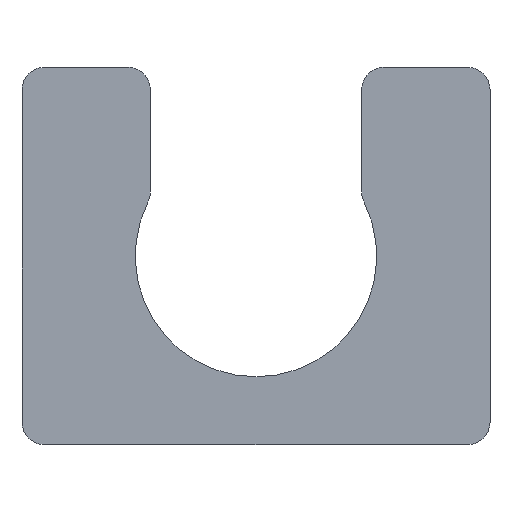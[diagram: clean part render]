
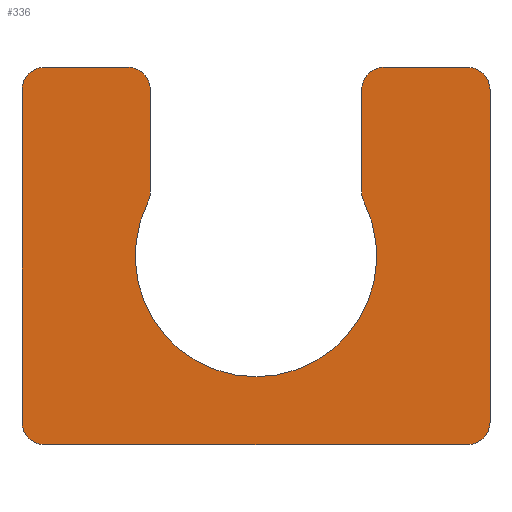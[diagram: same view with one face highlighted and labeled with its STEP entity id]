
A CAD part, top view. The second image highlights one B-rep face of the part: STEP entity #336.
In plain terms, the highlighted planar face has unit normal (0, 0, 1).
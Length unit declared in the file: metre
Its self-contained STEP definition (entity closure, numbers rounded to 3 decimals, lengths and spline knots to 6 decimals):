
#13=CIRCLE('',#354,0.001524);
#15=CIRCLE('',#357,0.008128);
#17=CIRCLE('',#360,0.001524);
#19=CIRCLE('',#364,0.001524);
#21=CIRCLE('',#368,0.001524);
#23=CIRCLE('',#372,0.001524);
#25=CIRCLE('',#376,0.001524);
#27=CIRCLE('',#380,0.001524);
#29=CIRCLE('',#384,0.001524);
#103=ORIENTED_EDGE('',*,*,#137,.F.);
#104=ORIENTED_EDGE('',*,*,#141,.T.);
#105=ORIENTED_EDGE('',*,*,#144,.F.);
#106=ORIENTED_EDGE('',*,*,#147,.T.);
#107=ORIENTED_EDGE('',*,*,#150,.T.);
#108=ORIENTED_EDGE('',*,*,#153,.T.);
#109=ORIENTED_EDGE('',*,*,#156,.T.);
#110=ORIENTED_EDGE('',*,*,#159,.T.);
#111=ORIENTED_EDGE('',*,*,#162,.F.);
#112=ORIENTED_EDGE('',*,*,#165,.T.);
#113=ORIENTED_EDGE('',*,*,#168,.F.);
#114=ORIENTED_EDGE('',*,*,#171,.T.);
#115=ORIENTED_EDGE('',*,*,#174,.T.);
#116=ORIENTED_EDGE('',*,*,#177,.T.);
#117=ORIENTED_EDGE('',*,*,#180,.T.);
#118=ORIENTED_EDGE('',*,*,#182,.T.);
#137=EDGE_CURVE('',#185,#186,#217,.T.);
#141=EDGE_CURVE('',#185,#188,#13,.T.);
#144=EDGE_CURVE('',#190,#188,#15,.T.);
#147=EDGE_CURVE('',#190,#192,#17,.T.);
#150=EDGE_CURVE('',#192,#194,#224,.T.);
#153=EDGE_CURVE('',#194,#196,#19,.T.);
#156=EDGE_CURVE('',#196,#198,#228,.T.);
#159=EDGE_CURVE('',#198,#200,#21,.T.);
#162=EDGE_CURVE('',#202,#200,#232,.T.);
#165=EDGE_CURVE('',#202,#204,#23,.T.);
#168=EDGE_CURVE('',#206,#204,#236,.T.);
#171=EDGE_CURVE('',#206,#208,#25,.T.);
#174=EDGE_CURVE('',#208,#210,#240,.T.);
#177=EDGE_CURVE('',#210,#212,#27,.T.);
#180=EDGE_CURVE('',#212,#214,#244,.T.);
#182=EDGE_CURVE('',#214,#186,#29,.T.);
#185=VERTEX_POINT('',#497);
#186=VERTEX_POINT('',#499);
#188=VERTEX_POINT('',#505);
#190=VERTEX_POINT('',#511);
#192=VERTEX_POINT('',#517);
#194=VERTEX_POINT('',#523);
#196=VERTEX_POINT('',#529);
#198=VERTEX_POINT('',#535);
#200=VERTEX_POINT('',#541);
#202=VERTEX_POINT('',#547);
#204=VERTEX_POINT('',#553);
#206=VERTEX_POINT('',#559);
#208=VERTEX_POINT('',#565);
#210=VERTEX_POINT('',#571);
#212=VERTEX_POINT('',#577);
#214=VERTEX_POINT('',#583);
#217=LINE('',#498,#247);
#224=LINE('',#524,#254);
#228=LINE('',#536,#258);
#232=LINE('',#548,#262);
#236=LINE('',#560,#266);
#240=LINE('',#572,#270);
#244=LINE('',#584,#274);
#247=VECTOR('',#393,1.);
#254=VECTOR('',#420,1.);
#258=VECTOR('',#432,1.);
#262=VECTOR('',#444,1.);
#266=VECTOR('',#456,1.);
#270=VECTOR('',#468,1.);
#274=VECTOR('',#480,1.);
#291=EDGE_LOOP('',(#103,#104,#105,#106,#107,#108,#109,#110,#111,#112,#113,
#114,#115,#116,#117,#118));
#309=FACE_BOUND('',#291,.T.);
#318=PLANE('',#385);
#336=ADVANCED_FACE('',(#309),#318,.T.);
#354=AXIS2_PLACEMENT_3D('',#506,#400,#401);
#357=AXIS2_PLACEMENT_3D('',#512,#407,#408);
#360=AXIS2_PLACEMENT_3D('',#518,#414,#415);
#364=AXIS2_PLACEMENT_3D('',#530,#426,#427);
#368=AXIS2_PLACEMENT_3D('',#542,#438,#439);
#372=AXIS2_PLACEMENT_3D('',#554,#450,#451);
#376=AXIS2_PLACEMENT_3D('',#566,#462,#463);
#380=AXIS2_PLACEMENT_3D('',#578,#474,#475);
#384=AXIS2_PLACEMENT_3D('',#587,#485,#486);
#385=AXIS2_PLACEMENT_3D('',#588,#487,#488);
#393=DIRECTION('',(0.,1.,0.));
#400=DIRECTION('',(0.,0.,1.));
#401=DIRECTION('',(1.,0.,0.));
#407=DIRECTION('',(0.,0.,1.));
#408=DIRECTION('',(1.,0.,0.));
#414=DIRECTION('',(0.,0.,1.));
#415=DIRECTION('',(1.,0.,0.));
#420=DIRECTION('',(0.,1.,0.));
#426=DIRECTION('',(0.,0.,1.));
#427=DIRECTION('',(1.,0.,0.));
#432=DIRECTION('',(-1.,0.,0.));
#438=DIRECTION('',(0.,0.,1.));
#439=DIRECTION('',(1.,0.,0.));
#444=DIRECTION('',(0.,1.,0.));
#450=DIRECTION('',(0.,0.,1.));
#451=DIRECTION('',(1.,0.,0.));
#456=DIRECTION('',(-1.,0.,0.));
#462=DIRECTION('',(0.,0.,1.));
#463=DIRECTION('',(1.,0.,0.));
#468=DIRECTION('',(0.,1.,0.));
#474=DIRECTION('',(0.,0.,1.));
#475=DIRECTION('',(1.,0.,0.));
#480=DIRECTION('',(-1.,0.,0.));
#485=DIRECTION('',(0.,0.,1.));
#486=DIRECTION('',(1.,0.,0.));
#487=DIRECTION('',(0.,0.,1.));
#488=DIRECTION('',(1.,0.,0.));
#497=CARTESIAN_POINT('',(0.007112,0.004311,0.000381));
#498=CARTESIAN_POINT('',(0.007112,0.007743,0.000381));
#499=CARTESIAN_POINT('',(0.007112,0.011176,0.000381));
#505=CARTESIAN_POINT('',(0.007272,0.00363,0.000381));
#506=CARTESIAN_POINT('',(0.008636,0.004311,0.000381));
#511=CARTESIAN_POINT('',(-0.007272,0.00363,0.000381));
#512=CARTESIAN_POINT('',(0.,0.,0.000381));
#517=CARTESIAN_POINT('',(-0.007112,0.004311,0.000381));
#518=CARTESIAN_POINT('',(-0.008636,0.004311,0.000381));
#523=CARTESIAN_POINT('',(-0.007112,0.011176,0.000381));
#524=CARTESIAN_POINT('',(-0.007112,0.007743,0.000381));
#529=CARTESIAN_POINT('',(-0.008636,0.0127,0.000381));
#530=CARTESIAN_POINT('',(-0.008636,0.011176,0.000381));
#535=CARTESIAN_POINT('',(-0.014224,0.0127,0.000381));
#536=CARTESIAN_POINT('',(-0.01143,0.0127,0.000381));
#541=CARTESIAN_POINT('',(-0.015748,0.011176,0.000381));
#542=CARTESIAN_POINT('',(-0.014224,0.011176,0.000381));
#547=CARTESIAN_POINT('',(-0.015748,-0.011176,0.000381));
#548=CARTESIAN_POINT('',(-0.015748,0.,0.000381));
#553=CARTESIAN_POINT('',(-0.014224,-0.0127,0.000381));
#554=CARTESIAN_POINT('',(-0.014224,-0.011176,0.000381));
#559=CARTESIAN_POINT('',(0.014224,-0.0127,0.000381));
#560=CARTESIAN_POINT('',(0.,-0.0127,0.000381));
#565=CARTESIAN_POINT('',(0.015748,-0.011176,0.000381));
#566=CARTESIAN_POINT('',(0.014224,-0.011176,0.000381));
#571=CARTESIAN_POINT('',(0.015748,0.011176,0.000381));
#572=CARTESIAN_POINT('',(0.015748,0.,0.000381));
#577=CARTESIAN_POINT('',(0.014224,0.0127,0.000381));
#578=CARTESIAN_POINT('',(0.014224,0.011176,0.000381));
#583=CARTESIAN_POINT('',(0.008636,0.0127,0.000381));
#584=CARTESIAN_POINT('',(0.01143,0.0127,0.000381));
#587=CARTESIAN_POINT('',(0.008636,0.011176,0.000381));
#588=CARTESIAN_POINT('',(0.,0.,0.000381));
